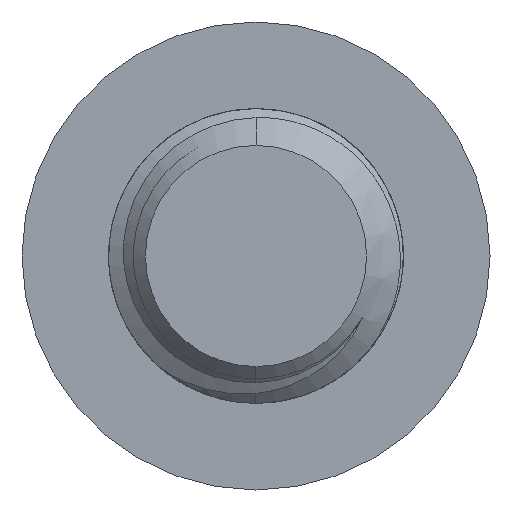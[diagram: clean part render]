
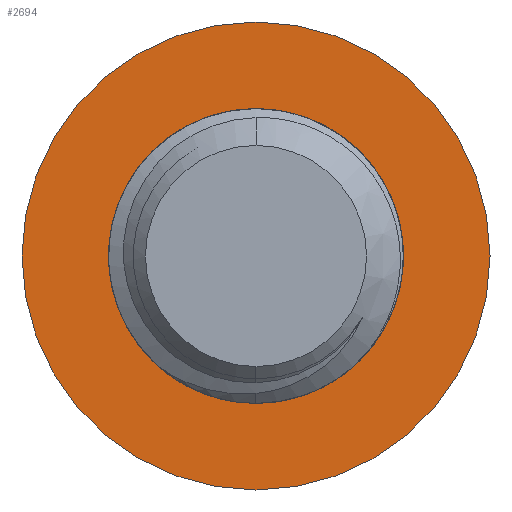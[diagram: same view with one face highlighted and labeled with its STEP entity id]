
A CAD part, left-side view. The second image highlights one B-rep face of the part: STEP entity #2694.
In plain terms, the highlighted planar face has unit normal (-1, 0, 0).
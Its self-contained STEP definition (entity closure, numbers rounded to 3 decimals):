
#72 = EDGE_LOOP ( 'NONE', ( #615, #239 ) ) ;
#139 = CIRCLE ( 'NONE', #893, 9.525 ) ;
#239 = ORIENTED_EDGE ( 'NONE', *, *, #2285, .F. ) ;
#333 = AXIS2_PLACEMENT_3D ( 'NONE', #2526, #1988, #1758 ) ;
#365 = VERTEX_POINT ( 'NONE', #2771 ) ;
#599 = DIRECTION ( 'NONE',  ( 0., 0., -1. ) ) ;
#607 = CARTESIAN_POINT ( 'NONE',  ( 210., 0., 0. ) ) ;
#615 = ORIENTED_EDGE ( 'NONE', *, *, #1938, .F. ) ;
#635 = FACE_OUTER_BOUND ( 'NONE', #72, .T. ) ;
#837 = CARTESIAN_POINT ( 'NONE',  ( 210., 0., 6. ) ) ;
#847 = CIRCLE ( 'NONE', #2622, 9.525 ) ;
#893 = AXIS2_PLACEMENT_3D ( 'NONE', #2330, #2081, #599 ) ;
#959 = VERTEX_POINT ( 'NONE', #837 ) ;
#966 = VERTEX_POINT ( 'NONE', #2052 ) ;
#987 = AXIS2_PLACEMENT_3D ( 'NONE', #1820, #1320, #2552 ) ;
#1024 = ORIENTED_EDGE ( 'NONE', *, *, #1539, .T. ) ;
#1060 = EDGE_CURVE ( 'NONE', #959, #966, #1650, .T. ) ;
#1303 = DIRECTION ( 'NONE',  ( 0., 0., -1. ) ) ;
#1320 = DIRECTION ( 'NONE',  ( 1., 0., 0. ) ) ;
#1420 = VERTEX_POINT ( 'NONE', #2232 ) ;
#1539 = EDGE_CURVE ( 'NONE', #966, #959, #1601, .T. ) ;
#1601 = CIRCLE ( 'NONE', #987, 6. ) ;
#1605 = PLANE ( 'NONE',  #2625 ) ;
#1650 = CIRCLE ( 'NONE', #333, 6. ) ;
#1672 = ORIENTED_EDGE ( 'NONE', *, *, #1060, .T. ) ;
#1758 = DIRECTION ( 'NONE',  ( 0., 0., -1. ) ) ;
#1780 = DIRECTION ( 'NONE',  ( 1., 0., 0. ) ) ;
#1820 = CARTESIAN_POINT ( 'NONE',  ( 210., 0., 0. ) ) ;
#1938 = EDGE_CURVE ( 'NONE', #365, #1420, #139, .T. ) ;
#1963 = DIRECTION ( 'NONE',  ( 0., 0., -1. ) ) ;
#1988 = DIRECTION ( 'NONE',  ( 1., 0., 0. ) ) ;
#2052 = CARTESIAN_POINT ( 'NONE',  ( 210., 0., -6. ) ) ;
#2081 = DIRECTION ( 'NONE',  ( 1., 0., 0. ) ) ;
#2181 = EDGE_LOOP ( 'NONE', ( #1672, #1024 ) ) ;
#2210 = CARTESIAN_POINT ( 'NONE',  ( 210., 0., 0. ) ) ;
#2230 = DIRECTION ( 'NONE',  ( 1., 0., 0. ) ) ;
#2232 = CARTESIAN_POINT ( 'NONE',  ( 210., 0., -9.525 ) ) ;
#2285 = EDGE_CURVE ( 'NONE', #1420, #365, #847, .T. ) ;
#2330 = CARTESIAN_POINT ( 'NONE',  ( 210., 0., 0. ) ) ;
#2526 = CARTESIAN_POINT ( 'NONE',  ( 210., 0., 0. ) ) ;
#2552 = DIRECTION ( 'NONE',  ( 0., 0., -1. ) ) ;
#2622 = AXIS2_PLACEMENT_3D ( 'NONE', #2210, #2230, #1963 ) ;
#2625 = AXIS2_PLACEMENT_3D ( 'NONE', #607, #1780, #1303 ) ;
#2694 = ADVANCED_FACE ( 'NONE', ( #3049, #635 ), #1605, .F. ) ;
#2771 = CARTESIAN_POINT ( 'NONE',  ( 210., 0., 9.525 ) ) ;
#3049 = FACE_BOUND ( 'NONE', #2181, .T. ) ;
